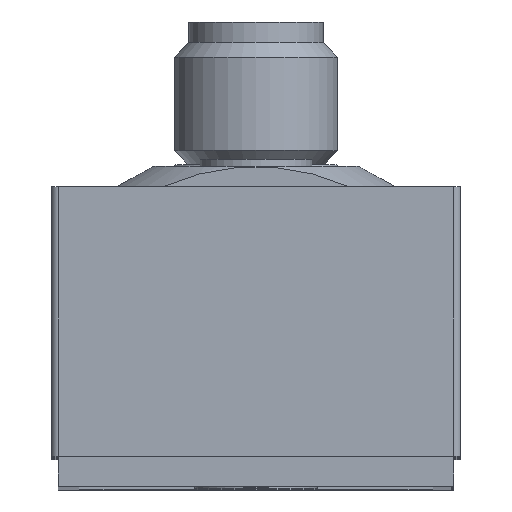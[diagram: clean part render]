
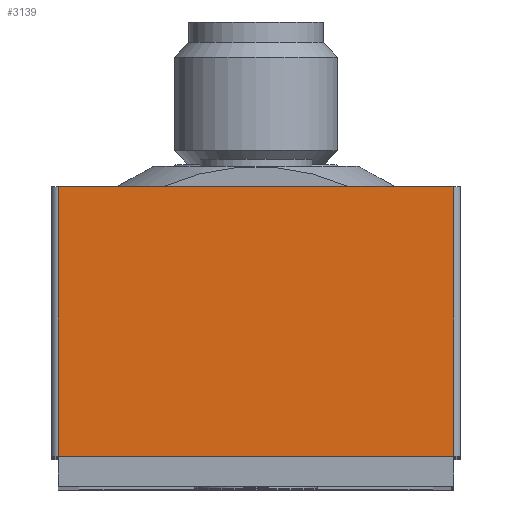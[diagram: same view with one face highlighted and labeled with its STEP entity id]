
A CAD part, top view. The second image highlights one B-rep face of the part: STEP entity #3139.
In plain terms, the highlighted planar face has unit normal (0, 0, 1).
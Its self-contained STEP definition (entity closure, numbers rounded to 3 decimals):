
#482=ORIENTED_EDGE('',*,*,#1257,.T.);
#483=ORIENTED_EDGE('',*,*,#1259,.T.);
#484=ORIENTED_EDGE('',*,*,#1260,.F.);
#485=ORIENTED_EDGE('',*,*,#1261,.F.);
#1257=EDGE_CURVE('',#1623,#1622,#1938,.T.);
#1259=EDGE_CURVE('',#1622,#1624,#1939,.T.);
#1260=EDGE_CURVE('',#1625,#1624,#1940,.T.);
#1261=EDGE_CURVE('',#1623,#1625,#1941,.T.);
#1622=VERTEX_POINT('',#5049);
#1623=VERTEX_POINT('',#5051);
#1624=VERTEX_POINT('',#5055);
#1625=VERTEX_POINT('',#5057);
#1938=LINE('',#5050,#2209);
#1939=LINE('',#5054,#2210);
#1940=LINE('',#5056,#2211);
#1941=LINE('',#5058,#2212);
#2209=VECTOR('',#4002,1000.);
#2210=VECTOR('',#4007,1000.);
#2211=VECTOR('',#4008,1000.);
#2212=VECTOR('',#4009,1000.);
#2379=EDGE_LOOP('',(#482,#483,#484,#485));
#2694=FACE_BOUND('',#2379,.T.);
#2987=PLANE('',#3404);
#3139=ADVANCED_FACE('',(#2694),#2987,.F.);
#3404=AXIS2_PLACEMENT_3D('',#5053,#4005,#4006);
#4002=DIRECTION('',(0.,-1.,0.));
#4005=DIRECTION('',(0.,0.,-1.));
#4006=DIRECTION('',(-1.,0.,0.));
#4007=DIRECTION('',(1.,0.,0.));
#4008=DIRECTION('',(0.,-1.,0.));
#4009=DIRECTION('',(1.,0.,0.));
#5049=CARTESIAN_POINT('',(0.5,2.2,151.));
#5050=CARTESIAN_POINT('',(0.5,22.,151.));
#5051=CARTESIAN_POINT('',(0.5,22.,151.));
#5053=CARTESIAN_POINT('',(0.5,22.,151.));
#5054=CARTESIAN_POINT('',(0.5,2.2,151.));
#5055=CARTESIAN_POINT('',(29.5,2.2,151.));
#5056=CARTESIAN_POINT('',(29.5,22.,151.));
#5057=CARTESIAN_POINT('',(29.5,22.,151.));
#5058=CARTESIAN_POINT('',(0.5,22.,151.));
